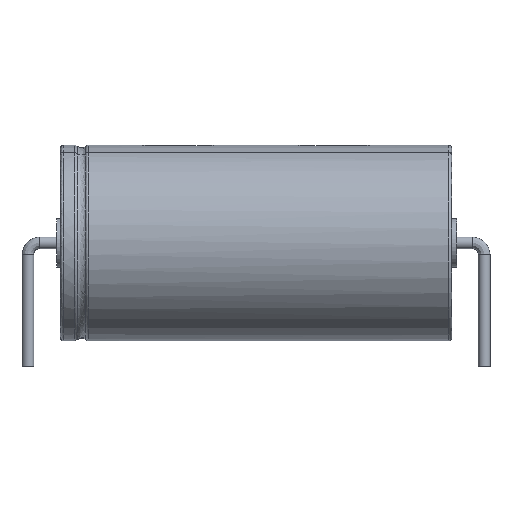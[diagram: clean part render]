
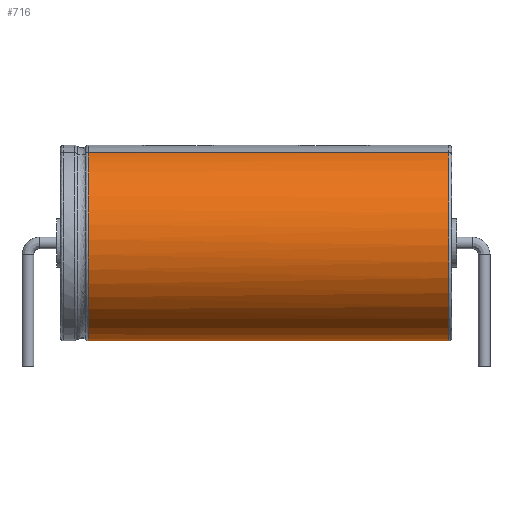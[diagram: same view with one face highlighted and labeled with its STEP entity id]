
A CAD part, front view. The second image highlights one B-rep face of the part: STEP entity #716.
In plain terms, the highlighted cylindrical face has radius 7.5 mm (diameter 15 mm), a partial arc.
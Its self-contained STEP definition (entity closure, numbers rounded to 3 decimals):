
#167=DIRECTION('',(-1.,0.,0.));
#181=DIRECTION('',(0.,0.383,0.924));
#287=VECTOR('',#288,1.);
#288=DIRECTION('',(1.,0.,0.));
#584=VERTEX_POINT('',#585);
#585=CARTESIAN_POINT('',(-12.865,2.87,14.429));
#593=ORIENTED_EDGE('',*,*,#594,.T.);
#594=EDGE_CURVE('',#584,#595,#597,.T.);
#595=VERTEX_POINT('',#596);
#596=CARTESIAN_POINT('',(-12.865,-2.87,14.429));
#597=B_SPLINE_CURVE_WITH_KNOTS('',12,(#598,#599,#600,#601,#602,#603,#604,#605,#606,#607,#608,#609,#610,#611,#612,#613,#614,#615,#616,#617,#618,#619,#620,#621,#622,#623,#624,#625,#626,#627,#628,#629,#630,#631,#632),.UNSPECIFIED.,.F.,.F.,(13,11,11,13),(-1.757,0.,41.233,42.99),.UNSPECIFIED.);
#598=CARTESIAN_POINT('',(-12.865,1.247,15.101));
#599=CARTESIAN_POINT('',(-12.865,1.383,15.045));
#600=CARTESIAN_POINT('',(-12.865,1.519,14.989));
#601=CARTESIAN_POINT('',(-12.865,1.655,14.932));
#602=CARTESIAN_POINT('',(-12.865,1.791,14.876));
#603=CARTESIAN_POINT('',(-12.865,1.926,14.82));
#604=CARTESIAN_POINT('',(-12.865,2.062,14.764));
#605=CARTESIAN_POINT('',(-12.865,2.197,14.708));
#606=CARTESIAN_POINT('',(-12.865,2.332,14.652));
#607=CARTESIAN_POINT('',(-12.865,2.467,14.596));
#608=CARTESIAN_POINT('',(-12.865,2.601,14.54));
#609=CARTESIAN_POINT('',(-12.865,2.736,14.485));
#610=CARTESIAN_POINT('',(-12.865,6.023,13.123));
#611=CARTESIAN_POINT('',(-12.865,8.575,10.232));
#612=CARTESIAN_POINT('',(-12.865,9.586,6.059));
#613=CARTESIAN_POINT('',(-12.865,8.271,1.584));
#614=CARTESIAN_POINT('',(-12.865,4.988,-1.748));
#615=CARTESIAN_POINT('',(-12.865,0.,-3.418));
#616=CARTESIAN_POINT('',(-12.865,-4.988,-1.748));
#617=CARTESIAN_POINT('',(-12.865,-8.271,1.584));
#618=CARTESIAN_POINT('',(-12.865,-9.586,6.059));
#619=CARTESIAN_POINT('',(-12.865,-8.575,10.232));
#620=CARTESIAN_POINT('',(-12.865,-6.023,13.123));
#621=CARTESIAN_POINT('',(-12.865,-2.736,14.485));
#622=CARTESIAN_POINT('',(-12.865,-2.601,14.54));
#623=CARTESIAN_POINT('',(-12.865,-2.467,14.596));
#624=CARTESIAN_POINT('',(-12.865,-2.332,14.652));
#625=CARTESIAN_POINT('',(-12.865,-2.197,14.708));
#626=CARTESIAN_POINT('',(-12.865,-2.062,14.764));
#627=CARTESIAN_POINT('',(-12.865,-1.926,14.82));
#628=CARTESIAN_POINT('',(-12.865,-1.791,14.876));
#629=CARTESIAN_POINT('',(-12.865,-1.655,14.932));
#630=CARTESIAN_POINT('',(-12.865,-1.519,14.989));
#631=CARTESIAN_POINT('',(-12.865,-1.383,15.045));
#632=CARTESIAN_POINT('',(-12.865,-1.247,15.101));
#716=ADVANCED_FACE('',(#717),#736,.T.);
#717=FACE_BOUND('',#718,.F.);
#718=EDGE_LOOP('',(#719,#593,#725,#731));
#719=ORIENTED_EDGE('',*,*,#720,.F.);
#720=EDGE_CURVE('',#584,#721,#723,.T.);
#721=VERTEX_POINT('',#722);
#722=CARTESIAN_POINT('',(14.8,2.87,14.429));
#723=LINE('',#724,#287);
#724=CARTESIAN_POINT('',(-13.,2.87,14.429));
#725=ORIENTED_EDGE('',*,*,#726,.T.);
#726=EDGE_CURVE('',#595,#727,#729,.T.);
#727=VERTEX_POINT('',#728);
#728=CARTESIAN_POINT('',(14.8,-2.87,14.429));
#729=LINE('',#730,#287);
#730=CARTESIAN_POINT('',(-13.,-2.87,14.429));
#731=ORIENTED_EDGE('',*,*,#732,.F.);
#732=EDGE_CURVE('',#721,#727,#733,.T.);
#733=CIRCLE('',#734,7.5);
#734=AXIS2_PLACEMENT_3D('',#735,#167,#181);
#735=CARTESIAN_POINT('',(14.8,0.,7.5));
#736=CYLINDRICAL_SURFACE('',#737,7.5);
#737=AXIS2_PLACEMENT_3D('',#738,#288,#181);
#738=CARTESIAN_POINT('',(-13.,0.,7.5));
